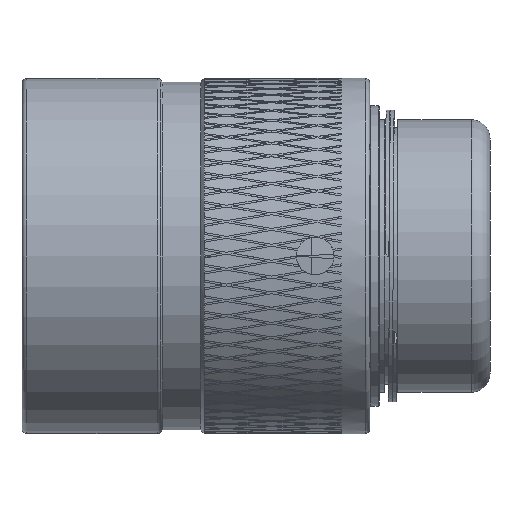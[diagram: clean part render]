
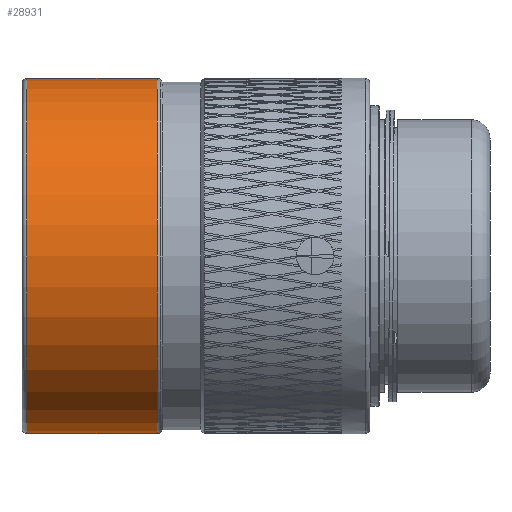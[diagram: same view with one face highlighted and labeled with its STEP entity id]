
A CAD part, front view. The second image highlights one B-rep face of the part: STEP entity #28931.
In plain terms, the highlighted cylindrical face has radius 18.9 mm (diameter 37.8 mm), a full revolution.
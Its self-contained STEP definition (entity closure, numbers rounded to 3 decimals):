
#345=CIRCLE('',#30787,18.9);
#346=CIRCLE('',#30788,18.9);
#351=CIRCLE('',#30795,18.9);
#352=CIRCLE('',#30796,18.9);
#353=CIRCLE('',#30797,18.9);
#2169=FACE_OUTER_BOUND('',#3899,.T.);
#3899=EDGE_LOOP('',(#18224,#18225,#18226,#18227,#18228,#18229,#18230));
#9280=LINE('',#35343,#9664);
#9664=VECTOR('',#32129,18.9);
#10170=VERTEX_POINT('',#35323);
#10171=VERTEX_POINT('',#35325);
#10175=VERTEX_POINT('',#35338);
#10176=VERTEX_POINT('',#35339);
#10177=VERTEX_POINT('',#35341);
#13332=EDGE_CURVE('',#10170,#10171,#345,.T.);
#13333=EDGE_CURVE('',#10171,#10170,#346,.T.);
#13339=EDGE_CURVE('',#10175,#10176,#351,.T.);
#13340=EDGE_CURVE('',#10177,#10175,#352,.T.);
#13341=EDGE_CURVE('',#10177,#10171,#9280,.T.);
#13342=EDGE_CURVE('',#10176,#10177,#353,.T.);
#18224=ORIENTED_EDGE('',*,*,#13339,.F.);
#18225=ORIENTED_EDGE('',*,*,#13340,.F.);
#18226=ORIENTED_EDGE('',*,*,#13341,.T.);
#18227=ORIENTED_EDGE('',*,*,#13332,.F.);
#18228=ORIENTED_EDGE('',*,*,#13333,.F.);
#18229=ORIENTED_EDGE('',*,*,#13341,.F.);
#18230=ORIENTED_EDGE('',*,*,#13342,.F.);
#26866=CYLINDRICAL_SURFACE('',#30794,18.9);
#28931=ADVANCED_FACE('',(#2169),#26866,.T.);
#30787=AXIS2_PLACEMENT_3D('',#35326,#32108,#32109);
#30788=AXIS2_PLACEMENT_3D('',#35327,#32110,#32111);
#30794=AXIS2_PLACEMENT_3D('',#35337,#32123,#32124);
#30795=AXIS2_PLACEMENT_3D('',#35340,#32125,#32126);
#30796=AXIS2_PLACEMENT_3D('',#35342,#32127,#32128);
#30797=AXIS2_PLACEMENT_3D('',#35344,#32130,#32131);
#32108=DIRECTION('center_axis',(1.,0.,0.));
#32109=DIRECTION('ref_axis',(0.,1.,0.));
#32110=DIRECTION('center_axis',(1.,0.,0.));
#32111=DIRECTION('ref_axis',(0.,1.,0.));
#32123=DIRECTION('center_axis',(-1.,0.,0.));
#32124=DIRECTION('ref_axis',(0.,1.,0.));
#32125=DIRECTION('center_axis',(-1.,0.,0.));
#32126=DIRECTION('ref_axis',(0.,-1.,0.));
#32127=DIRECTION('center_axis',(-1.,0.,0.));
#32128=DIRECTION('ref_axis',(0.,-1.,0.));
#32129=DIRECTION('',(1.,0.,0.));
#32130=DIRECTION('center_axis',(-1.,0.,0.));
#32131=DIRECTION('ref_axis',(0.,-1.,0.));
#35323=CARTESIAN_POINT('',(3.093,0.,18.9));
#35325=CARTESIAN_POINT('',(3.093,-18.9,0.));
#35326=CARTESIAN_POINT('Origin',(3.093,0.,0.));
#35327=CARTESIAN_POINT('Origin',(3.093,0.,0.));
#35337=CARTESIAN_POINT('Origin',(7.2,0.,0.));
#35338=CARTESIAN_POINT('',(-10.8,18.9,0.));
#35339=CARTESIAN_POINT('',(-10.8,0.,-18.9));
#35340=CARTESIAN_POINT('Origin',(-10.8,0.,0.));
#35341=CARTESIAN_POINT('',(-10.8,-18.9,0.));
#35342=CARTESIAN_POINT('Origin',(-10.8,0.,0.));
#35343=CARTESIAN_POINT('',(7.2,-18.9,0.));
#35344=CARTESIAN_POINT('Origin',(-10.8,0.,0.));
